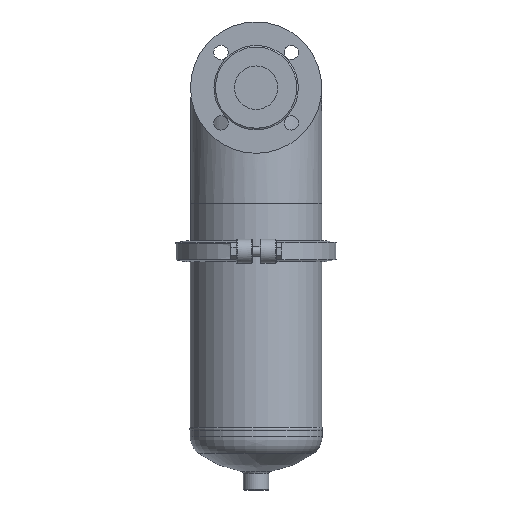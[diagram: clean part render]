
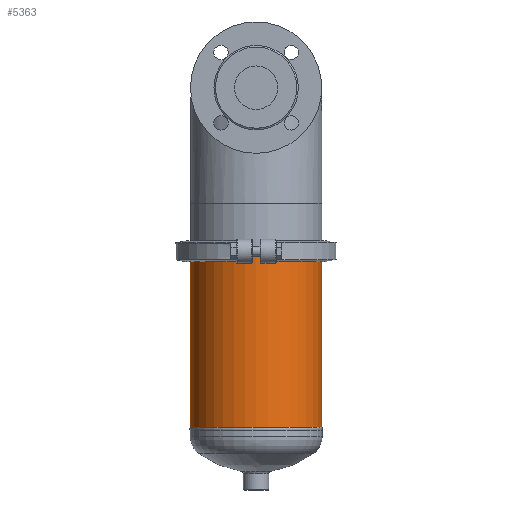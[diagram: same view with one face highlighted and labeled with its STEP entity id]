
A CAD part, left-side view. The second image highlights one B-rep face of the part: STEP entity #5363.
In plain terms, the highlighted cylindrical face has radius 82.6 mm (diameter 165.2 mm), a full revolution.
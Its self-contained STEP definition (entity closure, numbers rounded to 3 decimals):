
#5112=CARTESIAN_POINT('',(-82.6,0.0,-281.066));
#5113=VERTEX_POINT('',#5112);
#5114=CARTESIAN_POINT('',(0.,0.0,-281.066));
#5115=DIRECTION('',(0.0,0.0,-1.0));
#5116=DIRECTION('',(-1.0,0.0,0.0));
#5117=AXIS2_PLACEMENT_3D('',#5114,#5115,#5116);
#5118=CIRCLE('',#5117,82.6);
#5119=EDGE_CURVE('',#5113,#5113,#5118,.T.);
#5337=CARTESIAN_POINT('',(-82.6,0.0,-66.268));
#5338=VERTEX_POINT('',#5337);
#5339=CARTESIAN_POINT('',(0.,0.0,-66.268));
#5340=DIRECTION('',(0.0,0.0,-1.0));
#5341=DIRECTION('',(-1.0,0.0,0.0));
#5342=AXIS2_PLACEMENT_3D('',#5339,#5340,#5341);
#5343=CIRCLE('',#5342,82.6);
#5344=EDGE_CURVE('',#5338,#5338,#5343,.T.);
#5352=CARTESIAN_POINT('',(0.,0.0,-173.667));
#5353=DIRECTION('',(0.,0.0,-1.0));
#5354=DIRECTION('',(-1.0,0.0,0.0));
#5355=AXIS2_PLACEMENT_3D('',#5352,#5353,#5354);
#5356=CYLINDRICAL_SURFACE('',#5355,82.6);
#5357=ORIENTED_EDGE('',*,*,#5119,.F.);
#5358=EDGE_LOOP('',(#5357));
#5359=FACE_OUTER_BOUND('',#5358,.T.);
#5360=ORIENTED_EDGE('',*,*,#5344,.T.);
#5361=EDGE_LOOP('',(#5360));
#5362=FACE_BOUND('',#5361,.T.);
#5363=ADVANCED_FACE('',(#5359,#5362),#5356,.T.);
